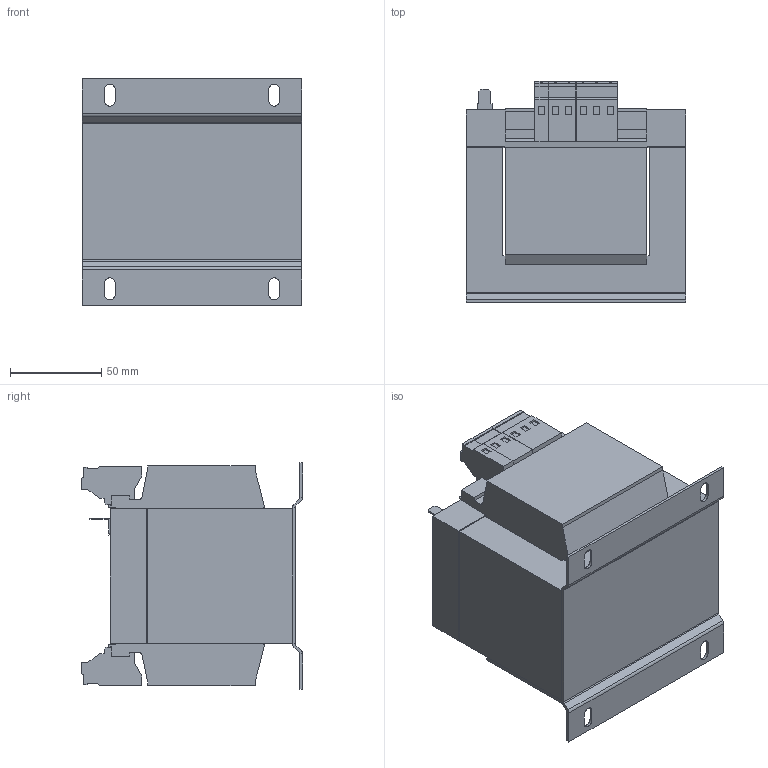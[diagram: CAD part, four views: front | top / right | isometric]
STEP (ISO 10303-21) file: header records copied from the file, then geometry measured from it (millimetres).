
FILE_DESCRIPTION (( 'STEP AP214' ), '1' );
FILE_NAME ('267314.STEP', '2020-07-16T11:55:24', ( '' ), ( '' ), 'SwSTEP 2.0', 'SolidWorks 2018', '' );
FILE_SCHEMA (( 'AUTOMOTIVE_DESIGN' ));
Length unit declared in the file: millimetre
Products named in the file (1): 267314
Bounding box: 120 x 121.25 x 124 mm (x, y, z)
Volume: 1174181.3 mm3; surface area: 122118.2 mm2
Topology: 1 solids, 1 shells, 317 faces, 807 edges, 510 vertices
Faces by surface type: plane 275, cylinder 42
Entity records: 9391 total; most frequent: CARTESIAN_POINT 1635, ORIENTED_EDGE 1614, DIRECTION 1527, EDGE_CURVE 807, VECTOR 723, LINE 723, VERTEX_POINT 510, AXIS2_PLACEMENT_3D 402
